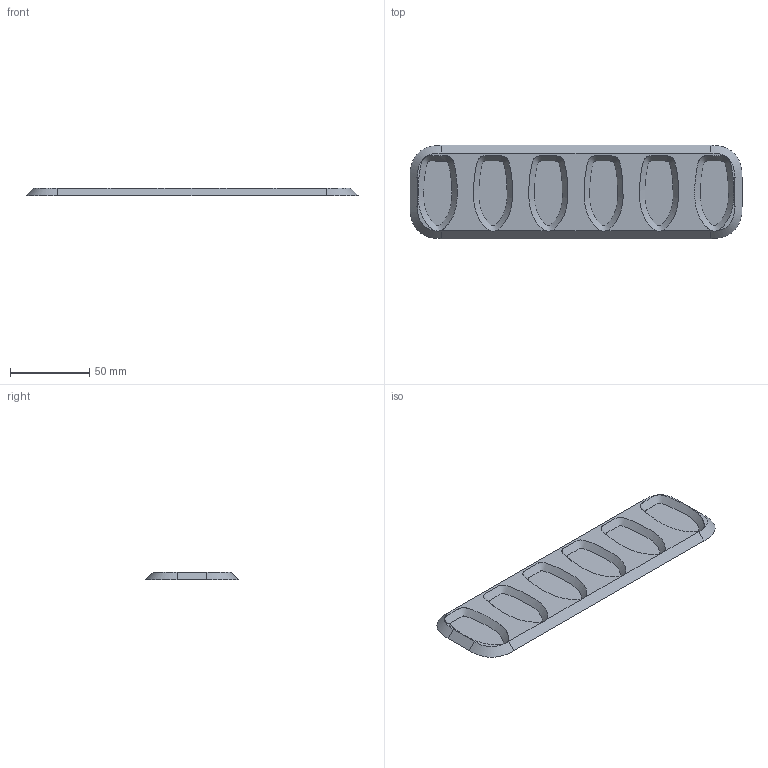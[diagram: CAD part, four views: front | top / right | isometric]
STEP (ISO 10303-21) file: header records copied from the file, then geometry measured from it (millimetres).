
FILE_DESCRIPTION(/* description */ ('STEP AP242','CAx-IF Rec.Pracs.---Representation and Presentation of Product Manufacturing Information (PMI)---4.0---2014-10-13','CAx-IF Rec.Pracs.---3D Tessellated Geometry---0.4---2014-09-14','2;1'),/* implementation_level */ '2;1');
FILE_NAME(/* name */ '65e5f12e2c80ea255f9be1ca',/* time_stamp */ '2024-03-04T16:05:03Z',/* author */ (''),/* organization */ (''),/* preprocessor_version */ 'ST-DEVELOPER v19.4',/* originating_system */ ' ',/* authorisation */ ' ');
FILE_SCHEMA (('AP242_MANAGED_MODEL_BASED_3D_ENGINEERING_MIM_LF { 1 0 10303 442 1 1 4 }'));
Length unit declared in the file: metre
Products named in the file (1): Part 1
Bounding box: 210 x 58.9 x 4.8 mm (x, y, z)
Volume: 33375.6 mm3; surface area: 26411.5 mm2
Topology: 1 solids, 1 shells, 22 faces, 60 edges, 40 vertices
Faces by surface type: plane 12, bspline 10
Entity records: 3224 total; most frequent: CARTESIAN_POINT 2809, ORIENTED_EDGE 96, EDGE_CURVE 48, DIRECTION 38, B_SPLINE_CURVE_WITH_KNOTS 36, VERTEX_POINT 34, EDGE_LOOP 28, FACE_BOUND 28
